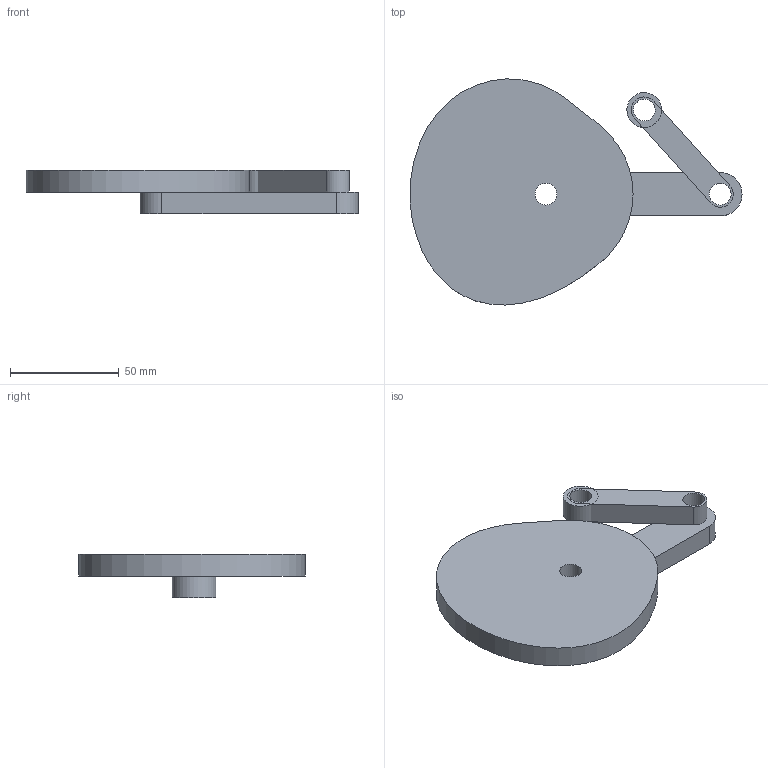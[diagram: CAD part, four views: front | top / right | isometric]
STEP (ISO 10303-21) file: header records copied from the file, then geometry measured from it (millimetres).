
FILE_DESCRIPTION(/* description */ (''),/* implementation_level */ '2;1');
FILE_NAME(/* name */ 'Topic 15-3_凸輪動力學模擬_test_8.stp',/* time_stamp */ '2023-05-12T11:05:21+08:00',/* author */ ('Johnny Jou'),/* organization */ (''),/* preprocessor_version */ 'ST-DEVELOPER v18.1',/* originating_system */ 'Autodesk Inventor 2022',/* authorisation */ '');
FILE_SCHEMA (('AUTOMOTIVE_DESIGN { 1 0 10303 214 3 1 1 }'));
Length unit declared in the file: millimetre
Products named in the file (5): Topic 15-3_凸輪動力學模擬_test_8; 地桿; 從動件; 滾子; 凸輪
Assembly tree (4 placements, depth 2):
  Topic 15-3_凸輪動力學模擬_test_8
    地桿
    從動件
    滾子
    凸輪
Bounding box: 152.4 x 103.82 x 20 mm (x, y, z)
Volume: 105437.2 mm3; surface area: 30361.7 mm2
Topology: 4 solids, 4 shells, 24 faces, 48 edges, 32 vertices
Faces by surface type: plane 12, cylinder 11, bspline 1
Full cylindrical faces by diameter (mm): 10 x6, 16 x1
Entity records: 2281 total; most frequent: CARTESIAN_POINT 1562, DIRECTION 132, ORIENTED_EDGE 96, AXIS2_PLACEMENT_3D 54, EDGE_CURVE 48, EDGE_LOOP 36, VERTEX_POINT 32, FACE_OUTER_BOUND 24
